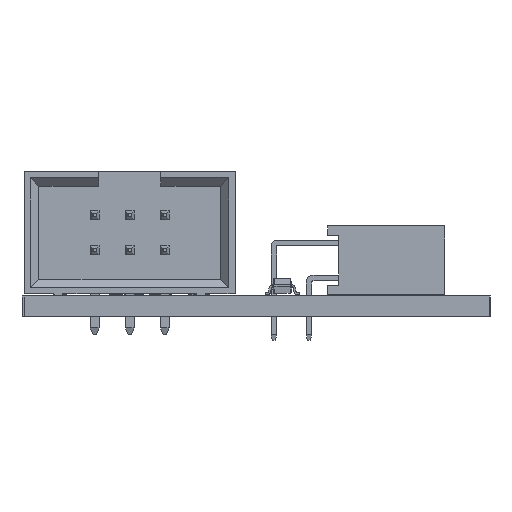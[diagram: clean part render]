
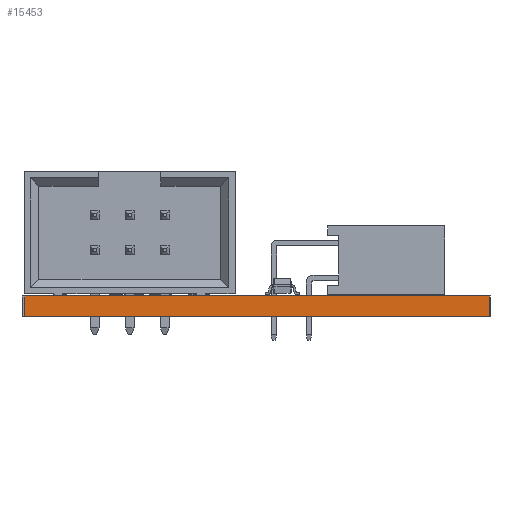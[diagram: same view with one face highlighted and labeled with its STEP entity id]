
A CAD part, left-side view. The second image highlights one B-rep face of the part: STEP entity #15453.
In plain terms, the highlighted planar face has unit normal (-1, 0, 0).
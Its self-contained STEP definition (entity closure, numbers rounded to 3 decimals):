
#14727 = VERTEX_POINT('',#14728);
#14728 = CARTESIAN_POINT('',(46.798,-64.461,0.));
#14734 = EDGE_CURVE('',#14735,#14727,#14737,.T.);
#14735 = VERTEX_POINT('',#14736);
#14736 = CARTESIAN_POINT('',(46.798,-98.192,0.));
#14737 = LINE('',#14738,#14739);
#14738 = CARTESIAN_POINT('',(46.798,-98.192,0.));
#14739 = VECTOR('',#14740,1.);
#14740 = DIRECTION('',(0.,1.,0.));
#15032 = VERTEX_POINT('',#15033);
#15033 = CARTESIAN_POINT('',(46.798,-64.461,1.51));
#15039 = EDGE_CURVE('',#15040,#15032,#15042,.T.);
#15040 = VERTEX_POINT('',#15041);
#15041 = CARTESIAN_POINT('',(46.798,-98.192,1.51));
#15042 = LINE('',#15043,#15044);
#15043 = CARTESIAN_POINT('',(46.798,-98.192,1.51));
#15044 = VECTOR('',#15045,1.);
#15045 = DIRECTION('',(0.,1.,0.));
#15425 = EDGE_CURVE('',#14735,#15040,#15426,.T.);
#15426 = LINE('',#15427,#15428);
#15427 = CARTESIAN_POINT('',(46.798,-98.192,0.));
#15428 = VECTOR('',#15429,1.);
#15429 = DIRECTION('',(0.,0.,1.));
#15453 = ADVANCED_FACE('',(#15454),#15465,.T.);
#15454 = FACE_BOUND('',#15455,.T.);
#15455 = EDGE_LOOP('',(#15456,#15457,#15458,#15464));
#15456 = ORIENTED_EDGE('',*,*,#15425,.T.);
#15457 = ORIENTED_EDGE('',*,*,#15039,.T.);
#15458 = ORIENTED_EDGE('',*,*,#15459,.F.);
#15459 = EDGE_CURVE('',#14727,#15032,#15460,.T.);
#15460 = LINE('',#15461,#15462);
#15461 = CARTESIAN_POINT('',(46.798,-64.461,0.));
#15462 = VECTOR('',#15463,1.);
#15463 = DIRECTION('',(0.,0.,1.));
#15464 = ORIENTED_EDGE('',*,*,#14734,.F.);
#15465 = PLANE('',#15466);
#15466 = AXIS2_PLACEMENT_3D('',#15467,#15468,#15469);
#15467 = CARTESIAN_POINT('',(46.798,-98.192,0.));
#15468 = DIRECTION('',(-1.,0.,0.));
#15469 = DIRECTION('',(0.,1.,0.));
